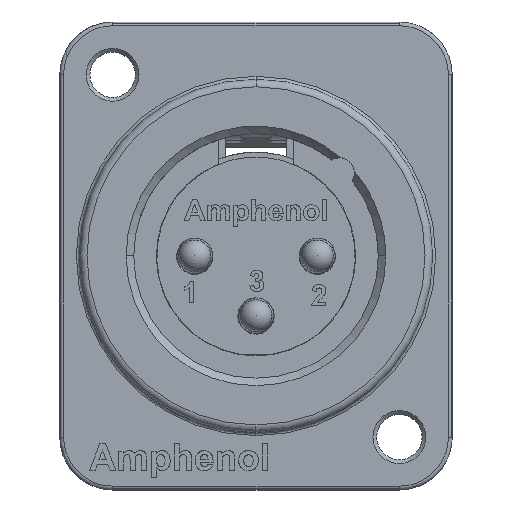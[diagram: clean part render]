
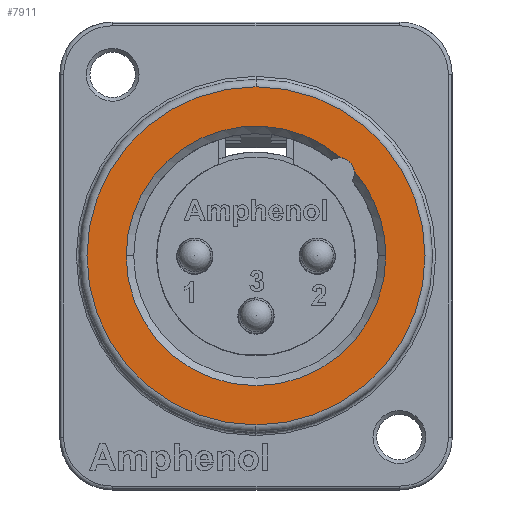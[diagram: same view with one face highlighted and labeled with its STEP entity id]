
A CAD part, top view. The second image highlights one B-rep face of the part: STEP entity #7911.
In plain terms, the highlighted planar face has unit normal (0, 0, 1).
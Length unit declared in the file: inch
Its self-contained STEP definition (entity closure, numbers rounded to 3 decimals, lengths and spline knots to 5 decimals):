
#285=CIRCLE('',#8446,0.44094);
#289=CIRCLE('',#8451,0.44094);
#291=CIRCLE('',#8455,0.33858);
#292=CIRCLE('',#8456,0.03937);
#293=CIRCLE('',#8457,0.33858);
#294=CIRCLE('',#8458,0.33858);
#606=FACE_BOUND('',#2472,.T.);
#2093=FACE_OUTER_BOUND('',#2471,.T.);
#2471=EDGE_LOOP('',(#6671,#6672));
#2472=EDGE_LOOP('',(#6673,#6674,#6675,#6676));
#3789=VERTEX_POINT('',#14325);
#3790=VERTEX_POINT('',#14327);
#3794=VERTEX_POINT('',#14342);
#3795=VERTEX_POINT('',#14343);
#3796=VERTEX_POINT('',#14345);
#3797=VERTEX_POINT('',#14347);
#5001=EDGE_CURVE('',#3789,#3790,#285,.T.);
#5005=EDGE_CURVE('',#3790,#3789,#289,.T.);
#5009=EDGE_CURVE('',#3794,#3795,#291,.T.);
#5010=EDGE_CURVE('',#3794,#3796,#292,.T.);
#5011=EDGE_CURVE('',#3797,#3796,#293,.T.);
#5012=EDGE_CURVE('',#3795,#3797,#294,.T.);
#6671=ORIENTED_EDGE('',*,*,#5001,.F.);
#6672=ORIENTED_EDGE('',*,*,#5005,.F.);
#6673=ORIENTED_EDGE('',*,*,#5009,.F.);
#6674=ORIENTED_EDGE('',*,*,#5010,.T.);
#6675=ORIENTED_EDGE('',*,*,#5011,.F.);
#6676=ORIENTED_EDGE('',*,*,#5012,.F.);
#7371=PLANE('',#8454);
#7911=ADVANCED_FACE('',(#2093,#606),#7371,.F.);
#8446=AXIS2_PLACEMENT_3D('',#14328,#9909,#9910);
#8451=AXIS2_PLACEMENT_3D('',#14334,#9919,#9920);
#8454=AXIS2_PLACEMENT_3D('',#14341,#9927,#9928);
#8455=AXIS2_PLACEMENT_3D('',#14344,#9929,#9930);
#8456=AXIS2_PLACEMENT_3D('',#14346,#9931,#9932);
#8457=AXIS2_PLACEMENT_3D('',#14348,#9933,#9934);
#8458=AXIS2_PLACEMENT_3D('',#14349,#9935,#9936);
#9909=DIRECTION('center_axis',(0.,0.,-1.));
#9910=DIRECTION('ref_axis',(-1.,0.,0.));
#9919=DIRECTION('center_axis',(0.,0.,-1.));
#9920=DIRECTION('ref_axis',(1.,0.,0.));
#9927=DIRECTION('center_axis',(0.,0.,-1.));
#9928=DIRECTION('ref_axis',(0.,-1.,0.));
#9929=DIRECTION('center_axis',(0.,0.,1.));
#9930=DIRECTION('ref_axis',(-1.,0.,0.));
#9931=DIRECTION('center_axis',(0.,0.,-1.));
#9932=DIRECTION('ref_axis',(1.,0.,0.));
#9933=DIRECTION('center_axis',(0.,0.,1.));
#9934=DIRECTION('ref_axis',(-1.,0.,0.));
#9935=DIRECTION('center_axis',(0.,0.,1.));
#9936=DIRECTION('ref_axis',(-1.,0.,0.));
#14325=CARTESIAN_POINT('',(0.,-0.44094,0.5689));
#14327=CARTESIAN_POINT('',(0.,0.44094,0.5689));
#14328=CARTESIAN_POINT('Origin',(0.,0.,
0.5689));
#14334=CARTESIAN_POINT('Origin',(0.,0.,
0.5689));
#14341=CARTESIAN_POINT('Origin',(0.50669,0.50669,0.5689));
#14342=CARTESIAN_POINT('',(0.22124,0.2563,0.5689));
#14343=CARTESIAN_POINT('',(-0.33858,0.,0.5689));
#14344=CARTESIAN_POINT('Origin',(0.,0.,
0.5689));
#14345=CARTESIAN_POINT('',(0.2563,0.22124,0.5689));
#14346=CARTESIAN_POINT('Origin',(0.21714,0.21714,0.5689));
#14347=CARTESIAN_POINT('',(0.33858,0.,0.5689));
#14348=CARTESIAN_POINT('Origin',(0.,0.,
0.5689));
#14349=CARTESIAN_POINT('Origin',(0.,0.,
0.5689));
